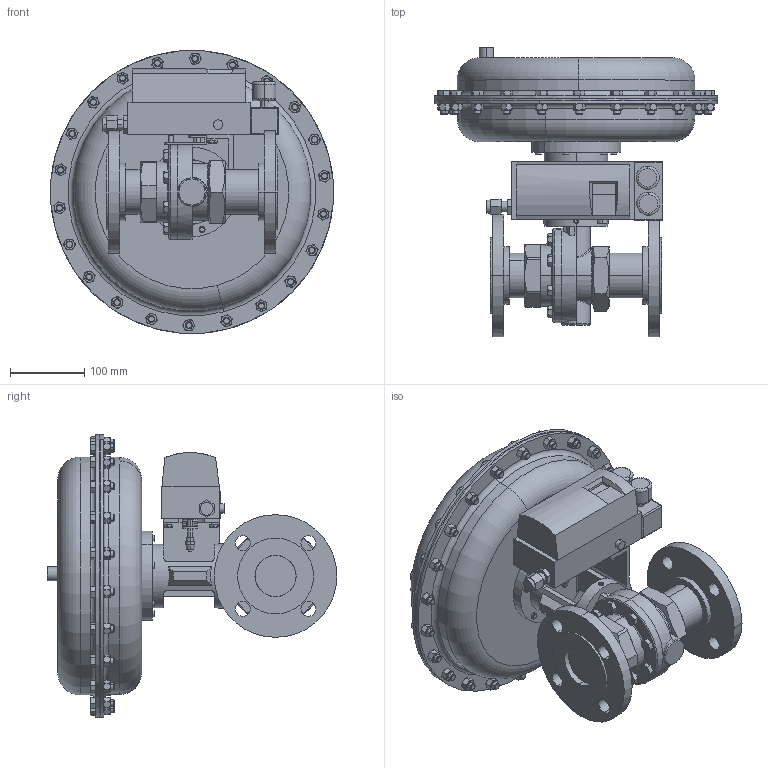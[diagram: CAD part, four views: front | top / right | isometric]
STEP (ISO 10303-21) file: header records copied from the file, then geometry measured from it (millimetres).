
FILE_DESCRIPTION (( 'STEP AP203' ), '1' );
FILE_NAME ('70SP-200-DI+BR-F6-85M-16IQ.STEP', '2017-09-12T11:50:39', ( '' ), ( '' ), 'SwSTEP 2.0', 'SolidWorks 2014', '' );
FILE_SCHEMA (( 'CONFIG_CONTROL_DESIGN' ));
Products named in the file (1): 70SP-200-DI+BR-F6-85M-16IQ
Bounding box: 380.96 x 389.93 x 380.89 mm (x, y, z)
Volume: 12611801.4 mm3; surface area: 655677.2 mm2
Topology: 1 solids, 1 shells, 1462 faces, 3392 edges, 2060 vertices
Faces by surface type: plane 625, cone 537, cylinder 219, bspline 53, torus 26, sphere 2
Entity records: 57696 total; most frequent: CARTESIAN_POINT 26141, ORIENTED_EDGE 6776, DIRECTION 6094, EDGE_CURVE 3388, AXIS2_PLACEMENT_3D 2425, VERTEX_POINT 2060, EDGE_LOOP 1614, ADVANCED_FACE 1462
